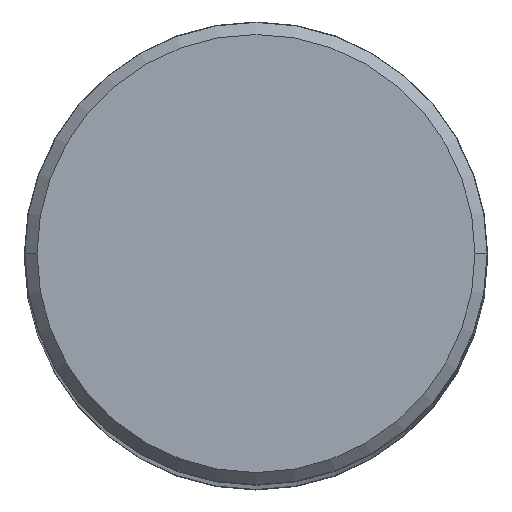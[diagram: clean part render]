
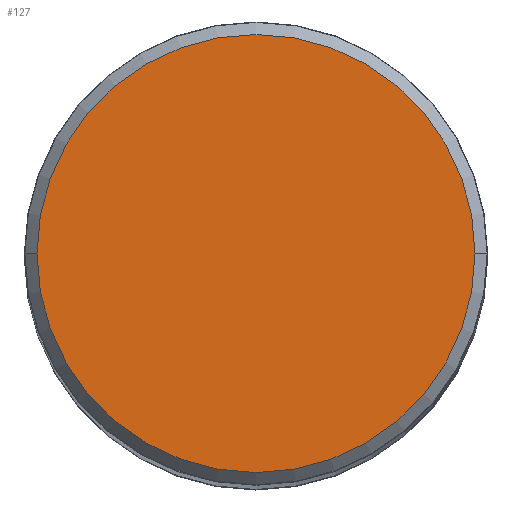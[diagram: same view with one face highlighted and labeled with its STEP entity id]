
A CAD part, top view. The second image highlights one B-rep face of the part: STEP entity #127.
In plain terms, the highlighted planar face has unit normal (0, 0, 1).
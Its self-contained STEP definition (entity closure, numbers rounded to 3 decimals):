
#52=PLANE('',#1111);
#127=ADVANCED_FACE('',(#190),#52,.F.);
#190=FACE_OUTER_BOUND('',#248,.T.);
#248=EDGE_LOOP('',(#388,#389));
#388=ORIENTED_EDGE('',*,*,#654,.T.);
#389=ORIENTED_EDGE('',*,*,#655,.T.);
#558=VERTEX_POINT('',#1838);
#559=VERTEX_POINT('',#1839);
#654=EDGE_CURVE('',#558,#559,#777,.T.);
#655=EDGE_CURVE('',#559,#558,#778,.T.);
#777=CIRCLE('',#1109,18.011);
#778=CIRCLE('',#1110,18.011);
#1109=AXIS2_PLACEMENT_3D('',#1837,#1373,#1374);
#1110=AXIS2_PLACEMENT_3D('',#1840,#1375,#1376);
#1111=AXIS2_PLACEMENT_3D('',#1841,#1377,#1378);
#1373=DIRECTION('',(0.,0.,1.));
#1374=DIRECTION('',(-1.,0.,0.));
#1375=DIRECTION('',(0.,0.,1.));
#1376=DIRECTION('',(1.,0.,0.));
#1377=DIRECTION('',(0.,0.,-1.));
#1378=DIRECTION('',(1.,0.,0.));
#1837=CARTESIAN_POINT('',(0.,0.,0.));
#1838=CARTESIAN_POINT('',(-18.011,0.,0.));
#1839=CARTESIAN_POINT('',(18.011,0.,0.));
#1840=CARTESIAN_POINT('',(0.,0.,0.));
#1841=CARTESIAN_POINT('',(0.,0.,0.));
